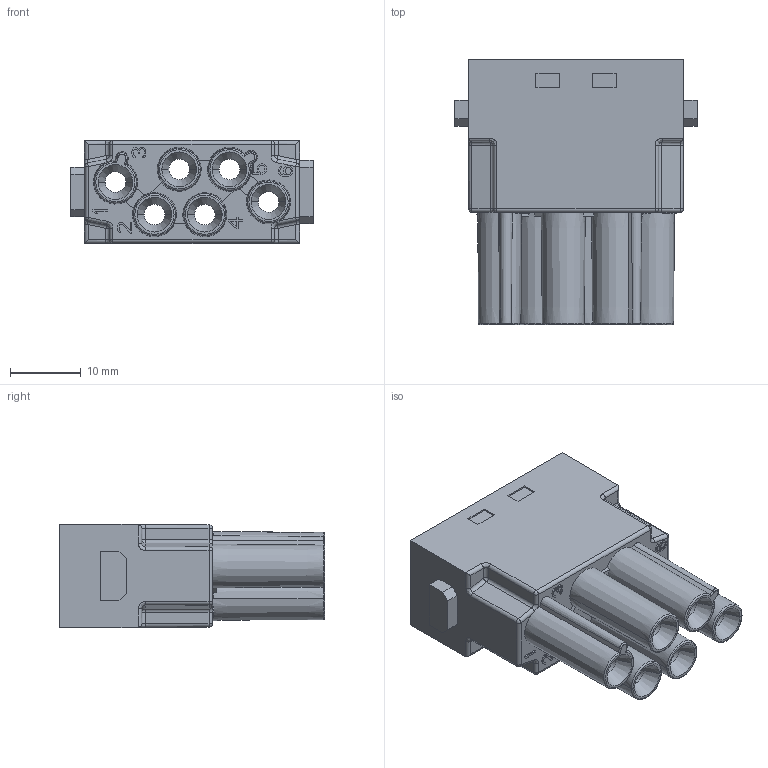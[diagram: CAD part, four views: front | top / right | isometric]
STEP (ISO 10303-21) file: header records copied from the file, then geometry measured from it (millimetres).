
FILE_DESCRIPTION((''),'2;1');
FILE_NAME('HVME006FCV_5','2021-03-29T',('lian.chen'),(''),'PRO/ENGINEER BY PARAMETRIC TECHNOLOGY CORPORATION, 2012480','PRO/ENGINEER BY PARAMETRIC TECHNOLOGY CORPORATION, 2012480','');
FILE_SCHEMA(('AUTOMOTIVE_DESIGN { 1 0 10303 214 1 1 1 1 }'));
Length unit declared in the file: millimetre
Products named in the file (1): HVME006FCV_5
Bounding box: 34.2 x 37.4 x 14.6 mm (x, y, z)
Volume: 8200.1 mm3; surface area: 9122.2 mm2
Topology: 1 solids, 14 shells, 623 faces, 1652 edges, 1071 vertices
Faces by surface type: plane 395, cylinder 92, cone 58, bspline 50, torus 16, sphere 12
Entity records: 21568 total; most frequent: CARTESIAN_POINT 6248, ORIENTED_EDGE 3280, DIRECTION 2865, EDGE_CURVE 1640, VERTEX_POINT 1071, VECTOR 1069, LINE 1069, AXIS2_PLACEMENT_3D 898
